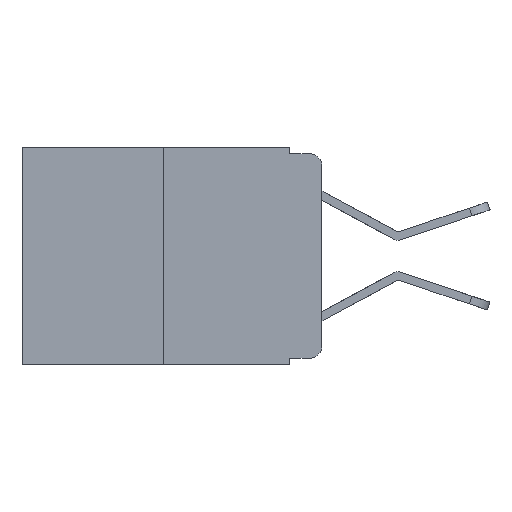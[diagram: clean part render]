
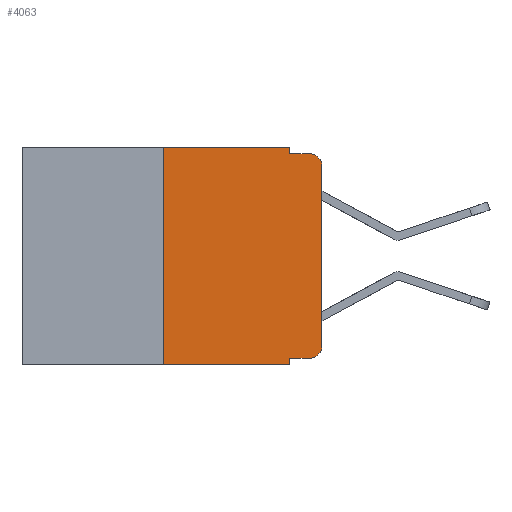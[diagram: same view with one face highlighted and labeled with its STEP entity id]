
A CAD part, left-side view. The second image highlights one B-rep face of the part: STEP entity #4063.
In plain terms, the highlighted planar face has unit normal (-1, 0, 0).
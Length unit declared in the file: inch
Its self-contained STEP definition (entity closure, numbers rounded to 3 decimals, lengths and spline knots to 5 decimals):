
#248 = ORIENTED_EDGE ( 'NONE', *, *, #10247, .T. ) ;
#287 = CARTESIAN_POINT ( 'NONE',  ( 0., 0.02, -0.313 ) ) ;
#377 = EDGE_CURVE ( 'NONE', #1567, #6653, #7453, .T. ) ;
#496 = VECTOR ( 'NONE', #15012, 39.37008 ) ;
#582 = DIRECTION ( 'NONE',  ( 0., 0., 1. ) ) ;
#1015 = VECTOR ( 'NONE', #1084, 39.37008 ) ;
#1064 = CARTESIAN_POINT ( 'NONE',  ( 0., 0.051, 0. ) ) ;
#1084 = DIRECTION ( 'NONE',  ( 0., -1., 0. ) ) ;
#1127 = EDGE_CURVE ( 'NONE', #13971, #8282, #13028, .T. ) ;
#1294 = DIRECTION ( 'NONE',  ( 0., 0., 1. ) ) ;
#1529 = DIRECTION ( 'NONE',  ( 0., 0., -1. ) ) ;
#1567 = VERTEX_POINT ( 'NONE', #11478 ) ;
#2172 = DIRECTION ( 'NONE',  ( 0., 0., -1. ) ) ;
#3130 = VERTEX_POINT ( 'NONE', #12267 ) ;
#3248 = CARTESIAN_POINT ( 'NONE',  ( 0., 0.473, 0. ) ) ;
#3404 = VERTEX_POINT ( 'NONE', #11430 ) ;
#3472 = DIRECTION ( 'NONE',  ( 0., 0., -1. ) ) ;
#3553 = VERTEX_POINT ( 'NONE', #14612 ) ;
#3575 = CARTESIAN_POINT ( 'NONE',  ( 0., 0.02, -0.03 ) ) ;
#3576 = LINE ( 'NONE', #9368, #15248 ) ;
#3812 = VERTEX_POINT ( 'NONE', #6445 ) ;
#4063 = ADVANCED_FACE ( 'NONE', ( #6097 ), #4513, .F. ) ;
#4146 = EDGE_CURVE ( 'NONE', #9429, #3404, #4219, .T. ) ;
#4219 = LINE ( 'NONE', #7478, #1015 ) ;
#4274 = DIRECTION ( 'NONE',  ( 1., 0., 0. ) ) ;
#4513 = PLANE ( 'NONE',  #5028 ) ;
#4533 = LINE ( 'NONE', #6138, #7306 ) ;
#4778 = ORIENTED_EDGE ( 'NONE', *, *, #377, .T. ) ;
#4806 = DIRECTION ( 'NONE',  ( 0., 0., -1. ) ) ;
#4822 = ORIENTED_EDGE ( 'NONE', *, *, #11796, .F. ) ;
#5028 = AXIS2_PLACEMENT_3D ( 'NONE', #3248, #4274, #2172 ) ;
#5328 = CARTESIAN_POINT ( 'NONE',  ( 0., 0.25, 0. ) ) ;
#5379 = ORIENTED_EDGE ( 'NONE', *, *, #12573, .F. ) ;
#5530 = ORIENTED_EDGE ( 'NONE', *, *, #14865, .T. ) ;
#5721 = ORIENTED_EDGE ( 'NONE', *, *, #1127, .F. ) ;
#5971 = VERTEX_POINT ( 'NONE', #12435 ) ;
#6097 = FACE_OUTER_BOUND ( 'NONE', #12270, .T. ) ;
#6104 = CARTESIAN_POINT ( 'NONE',  ( 0., 0., 0. ) ) ;
#6138 = CARTESIAN_POINT ( 'NONE',  ( 0., 0.25, 0. ) ) ;
#6169 = LINE ( 'NONE', #6956, #496 ) ;
#6445 = CARTESIAN_POINT ( 'NONE',  ( 0., 0.02, -0.333 ) ) ;
#6653 = VERTEX_POINT ( 'NONE', #14764 ) ;
#6956 = CARTESIAN_POINT ( 'NONE',  ( 0., 0.051, -0.01 ) ) ;
#6959 = CARTESIAN_POINT ( 'NONE',  ( 0., 0.25, -0.343 ) ) ;
#7011 = ORIENTED_EDGE ( 'NONE', *, *, #13325, .F. ) ;
#7110 = VECTOR ( 'NONE', #7450, 39.37008 ) ;
#7306 = VECTOR ( 'NONE', #1294, 39.37008 ) ;
#7450 = DIRECTION ( 'NONE',  ( 0., 0., -1. ) ) ;
#7453 = LINE ( 'NONE', #6104, #10530 ) ;
#7478 = CARTESIAN_POINT ( 'NONE',  ( 0., 0.473, -0.343 ) ) ;
#7608 = VECTOR ( 'NONE', #14770, 39.37008 ) ;
#7731 = CARTESIAN_POINT ( 'NONE',  ( 0., 0.051, -0.333 ) ) ;
#8282 = VERTEX_POINT ( 'NONE', #1064 ) ;
#8542 = AXIS2_PLACEMENT_3D ( 'NONE', #287, #8669, #1529 ) ;
#8669 = DIRECTION ( 'NONE',  ( -1., 0., 0. ) ) ;
#9368 = CARTESIAN_POINT ( 'NONE',  ( 0., 0.051, 0. ) ) ;
#9429 = VERTEX_POINT ( 'NONE', #6959 ) ;
#9485 = CIRCLE ( 'NONE', #14269, 0.02 ) ;
#9525 = LINE ( 'NONE', #7731, #13384 ) ;
#10199 = LINE ( 'NONE', #10889, #7110 ) ;
#10247 = EDGE_CURVE ( 'NONE', #3812, #1567, #13866, .T. ) ;
#10530 = VECTOR ( 'NONE', #582, 39.37008 ) ;
#10889 = CARTESIAN_POINT ( 'NONE',  ( 0., 0.051, 0. ) ) ;
#11017 = EDGE_CURVE ( 'NONE', #5971, #3812, #9525, .T. ) ;
#11430 = CARTESIAN_POINT ( 'NONE',  ( 0., 0.051, -0.343 ) ) ;
#11478 = CARTESIAN_POINT ( 'NONE',  ( 0., 0., -0.313 ) ) ;
#11711 = ORIENTED_EDGE ( 'NONE', *, *, #14093, .F. ) ;
#11795 = DIRECTION ( 'NONE',  ( -1., 0., 0. ) ) ;
#11796 = EDGE_CURVE ( 'NONE', #5971, #3404, #3576, .T. ) ;
#12267 = CARTESIAN_POINT ( 'NONE',  ( 0., 0.02, -0.01 ) ) ;
#12270 = EDGE_LOOP ( 'NONE', ( #4778, #5530, #11711, #7011, #5721, #5379, #12648, #4822, #14808, #248 ) ) ;
#12435 = CARTESIAN_POINT ( 'NONE',  ( 0., 0.051, -0.333 ) ) ;
#12573 = EDGE_CURVE ( 'NONE', #9429, #13971, #4533, .T. ) ;
#12648 = ORIENTED_EDGE ( 'NONE', *, *, #4146, .T. ) ;
#13028 = LINE ( 'NONE', #14788, #7608 ) ;
#13325 = EDGE_CURVE ( 'NONE', #8282, #3553, #10199, .T. ) ;
#13384 = VECTOR ( 'NONE', #14581, 39.37008 ) ;
#13866 = CIRCLE ( 'NONE', #8542, 0.02 ) ;
#13971 = VERTEX_POINT ( 'NONE', #5328 ) ;
#14093 = EDGE_CURVE ( 'NONE', #3553, #3130, #6169, .T. ) ;
#14269 = AXIS2_PLACEMENT_3D ( 'NONE', #3575, #11795, #4806 ) ;
#14581 = DIRECTION ( 'NONE',  ( 0., -1., 0. ) ) ;
#14612 = CARTESIAN_POINT ( 'NONE',  ( 0., 0.051, -0.01 ) ) ;
#14764 = CARTESIAN_POINT ( 'NONE',  ( 0., 0., -0.03 ) ) ;
#14770 = DIRECTION ( 'NONE',  ( 0., -1., 0. ) ) ;
#14788 = CARTESIAN_POINT ( 'NONE',  ( 0., 0.473, 0. ) ) ;
#14808 = ORIENTED_EDGE ( 'NONE', *, *, #11017, .T. ) ;
#14865 = EDGE_CURVE ( 'NONE', #6653, #3130, #9485, .T. ) ;
#15012 = DIRECTION ( 'NONE',  ( 0., -1., 0. ) ) ;
#15248 = VECTOR ( 'NONE', #3472, 39.37008 ) ;
